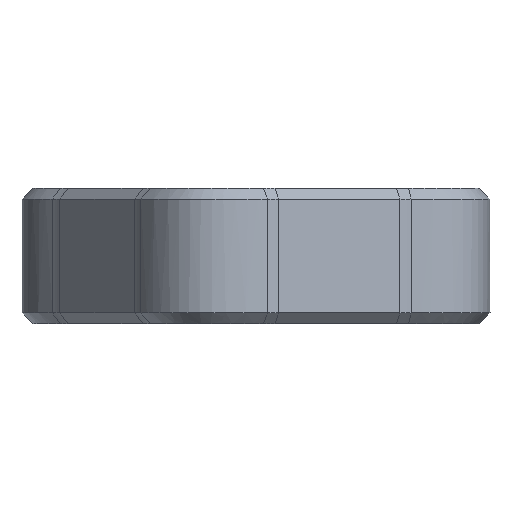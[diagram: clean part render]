
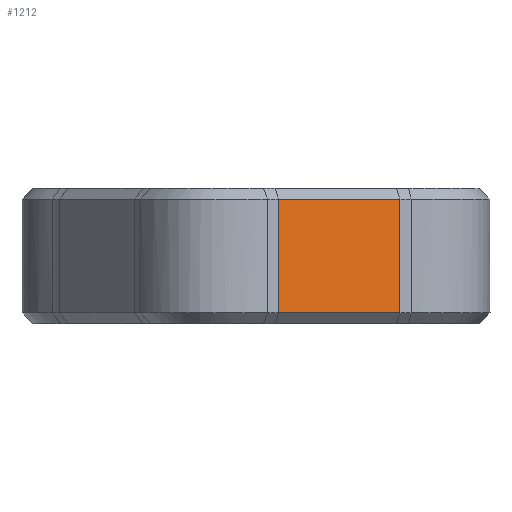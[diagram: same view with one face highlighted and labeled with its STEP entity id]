
A CAD part, front view. The second image highlights one B-rep face of the part: STEP entity #1212.
In plain terms, the highlighted planar face has unit normal (0.309, -0.951, 0).
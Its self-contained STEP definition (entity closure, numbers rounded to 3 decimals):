
#68=PLANE('',#1329);
#132=FACE_OUTER_BOUND('',#205,.T.);
#205=EDGE_LOOP('',(#1047,#1048,#1049,#1050));
#331=LINE('',#3682,#417);
#372=LINE('',#4764,#458);
#389=LINE('',#5016,#475);
#390=LINE('',#5018,#476);
#417=VECTOR('',#1412,10.);
#458=VECTOR('',#1543,10.);
#475=VECTOR('',#1600,10.);
#476=VECTOR('',#1603,10.);
#530=VERTEX_POINT('',#3674);
#532=VERTEX_POINT('',#3680);
#576=VERTEX_POINT('',#4754);
#578=VERTEX_POINT('',#4760);
#655=EDGE_CURVE('',#532,#530,#331,.T.);
#733=EDGE_CURVE('',#576,#578,#372,.T.);
#763=EDGE_CURVE('',#578,#532,#389,.T.);
#764=EDGE_CURVE('',#530,#576,#390,.T.);
#1047=ORIENTED_EDGE('',*,*,#655,.F.);
#1048=ORIENTED_EDGE('',*,*,#763,.F.);
#1049=ORIENTED_EDGE('',*,*,#733,.F.);
#1050=ORIENTED_EDGE('',*,*,#764,.F.);
#1212=ADVANCED_FACE('',(#132),#68,.T.);
#1329=AXIS2_PLACEMENT_3D('',#5017,#1601,#1602);
#1412=DIRECTION('',(-0.951,-0.309,0.));
#1543=DIRECTION('',(0.951,0.309,0.));
#1600=DIRECTION('',(0.,0.,-1.));
#1601=DIRECTION('center_axis',(0.309,-0.951,0.));
#1602=DIRECTION('ref_axis',(0.951,0.309,0.));
#1603=DIRECTION('',(0.,0.,1.));
#3674=CARTESIAN_POINT('',(-3.841,-62.673,0.8));
#3680=CARTESIAN_POINT('',(5.12,-59.762,0.8));
#3682=CARTESIAN_POINT('',(-2.385,-62.2,0.8));
#4754=CARTESIAN_POINT('',(-3.841,-62.673,9.2));
#4760=CARTESIAN_POINT('',(5.12,-59.762,9.2));
#4764=CARTESIAN_POINT('',(-2.385,-62.2,9.2));
#5016=CARTESIAN_POINT('',(5.12,-59.762,9.2));
#5017=CARTESIAN_POINT('Origin',(-4.305,-62.824,0.));
#5018=CARTESIAN_POINT('',(-3.841,-62.673,0.8));
